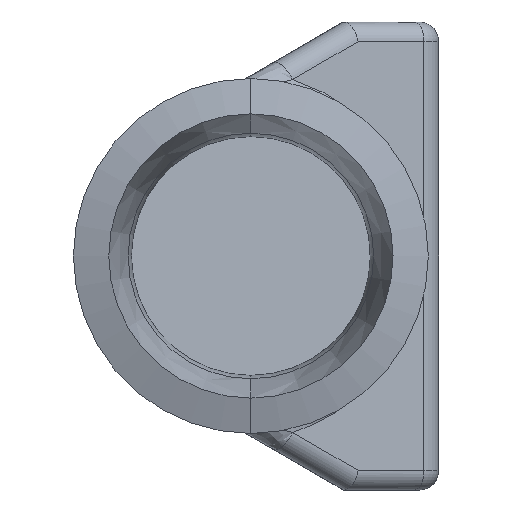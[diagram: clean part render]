
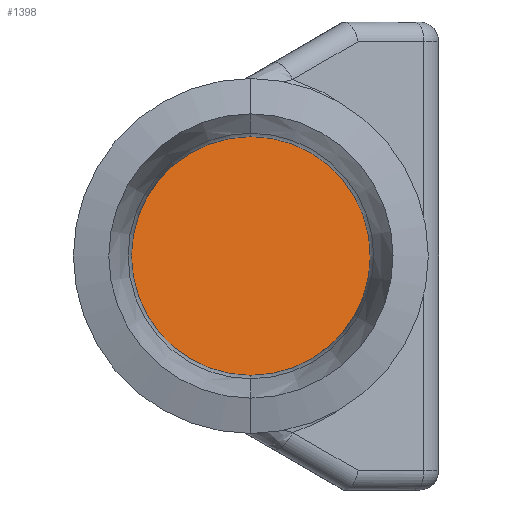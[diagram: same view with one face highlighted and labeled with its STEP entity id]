
A CAD part, left-side view. The second image highlights one B-rep face of the part: STEP entity #1398.
In plain terms, the highlighted planar face has unit normal (-0.866, -0.5, 0).
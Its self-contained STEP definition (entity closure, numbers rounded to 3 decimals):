
#45 = CARTESIAN_POINT ( 'NONE',  ( 103.401, 0., -12.25 ) ) ;
#49 = ORIENTED_EDGE ( 'NONE', *, *, #713, .T. ) ;
#212 = CARTESIAN_POINT ( 'NONE',  ( 103.401, 0., 12.25 ) ) ;
#308 = PLANE ( 'NONE',  #1059 ) ;
#396 = EDGE_CURVE ( 'NONE', #623, #1286, #1030, .T. ) ;
#448 = CARTESIAN_POINT ( 'NONE',  ( 113.938, -18.25, -67.032 ) ) ;
#476 = EDGE_LOOP ( 'NONE', ( #1268, #49 ) ) ;
#535 = CARTESIAN_POINT ( 'NONE',  ( 103.401, 0., -12.25 ) ) ;
#576 = FACE_OUTER_BOUND ( 'NONE', #476, .T. ) ;
#609 = CARTESIAN_POINT ( 'NONE',  ( 103.401, 0., 12.25 ) ) ;
#623 = VERTEX_POINT ( 'NONE', #212 ) ;
#713 = EDGE_CURVE ( 'NONE', #1286, #623, #1541, .T. ) ;
#766 = CARTESIAN_POINT ( 'NONE',  ( 103.401, 0., 12.25 ) ) ;
#862 = CARTESIAN_POINT ( 'NONE',  ( 117.546, -24.5, -12.25 ) ) ;
#942 = DIRECTION ( 'NONE',  ( -0.866, -0.5, 0. ) ) ;
#1030 =( BOUNDED_CURVE ( )  B_SPLINE_CURVE ( 3, ( #766, #1546, #1525, #535 ),
 .UNSPECIFIED., .F., .T. ) 
 B_SPLINE_CURVE_WITH_KNOTS ( ( 4, 4 ),
 ( 4.712, 7.854 ),
 .UNSPECIFIED. ) 
 CURVE ( )  GEOMETRIC_REPRESENTATION_ITEM ( )  RATIONAL_B_SPLINE_CURVE ( ( 1., 0.333, 0.333, 1. ) ) 
 REPRESENTATION_ITEM ( '' )  );
#1059 = AXIS2_PLACEMENT_3D ( 'NONE', #448, #942, #1105 ) ;
#1105 = DIRECTION ( 'NONE',  ( 0.5, -0.866, 0. ) ) ;
#1133 = CARTESIAN_POINT ( 'NONE',  ( 103.401, 0., -12.25 ) ) ;
#1268 = ORIENTED_EDGE ( 'NONE', *, *, #396, .T. ) ;
#1286 = VERTEX_POINT ( 'NONE', #45 ) ;
#1398 = ADVANCED_FACE ( 'NONE', ( #576 ), #308, .T. ) ;
#1498 = CARTESIAN_POINT ( 'NONE',  ( 117.546, -24.5, 12.25 ) ) ;
#1525 = CARTESIAN_POINT ( 'NONE',  ( 89.256, 24.5, -12.25 ) ) ;
#1541 =( BOUNDED_CURVE ( )  B_SPLINE_CURVE ( 3, ( #1133, #862, #1498, #609 ),
 .UNSPECIFIED., .F., .T. ) 
 B_SPLINE_CURVE_WITH_KNOTS ( ( 4, 4 ),
 ( 1.571, 4.712 ),
 .UNSPECIFIED. ) 
 CURVE ( )  GEOMETRIC_REPRESENTATION_ITEM ( )  RATIONAL_B_SPLINE_CURVE ( ( 1., 0.333, 0.333, 1. ) ) 
 REPRESENTATION_ITEM ( '' )  );
#1546 = CARTESIAN_POINT ( 'NONE',  ( 89.256, 24.5, 12.25 ) ) ;
